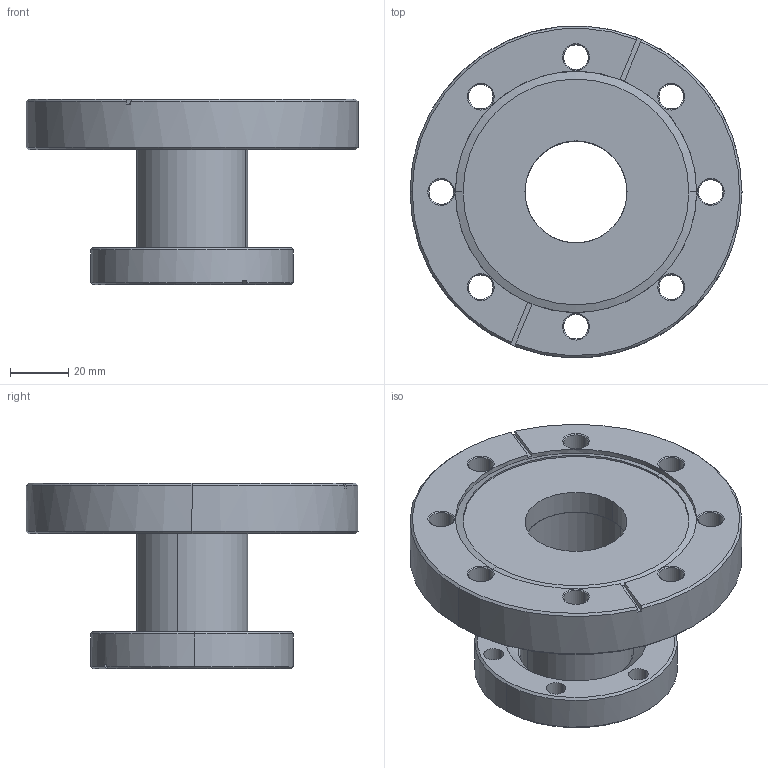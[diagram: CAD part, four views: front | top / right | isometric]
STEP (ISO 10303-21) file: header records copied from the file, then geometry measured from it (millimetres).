
FILE_DESCRIPTION (( 'STEP AP203' ), '1' );
FILE_NAME ('402013.STEP', '2007-05-01T19:49:37', ( ' ' ), ( ' ' ), 'SwSTEP 2.0', 'SolidWorks 2007', '' );
FILE_SCHEMA (( 'CONFIG_CONTROL_DESIGN' ));
Length unit declared in the file: inch
Products named in the file (1): 402013
Bounding box: 113.54 x 113.54 x 63.5 mm (x, y, z)
Surface area: 51304.9 mm2 (no closed solid volume)
Topology: 0 solids, 5 shells, 123 faces, 306 edges, 190 vertices
Faces by surface type: cone 50, cylinder 50, plane 23
Entity records: 3825 total; most frequent: DIRECTION 708, CARTESIAN_POINT 656, ORIENTED_EDGE 596, EDGE_CURVE 306, AXIS2_PLACEMENT_3D 290, VERTEX_POINT 190, CIRCLE 166, EDGE_LOOP 158
